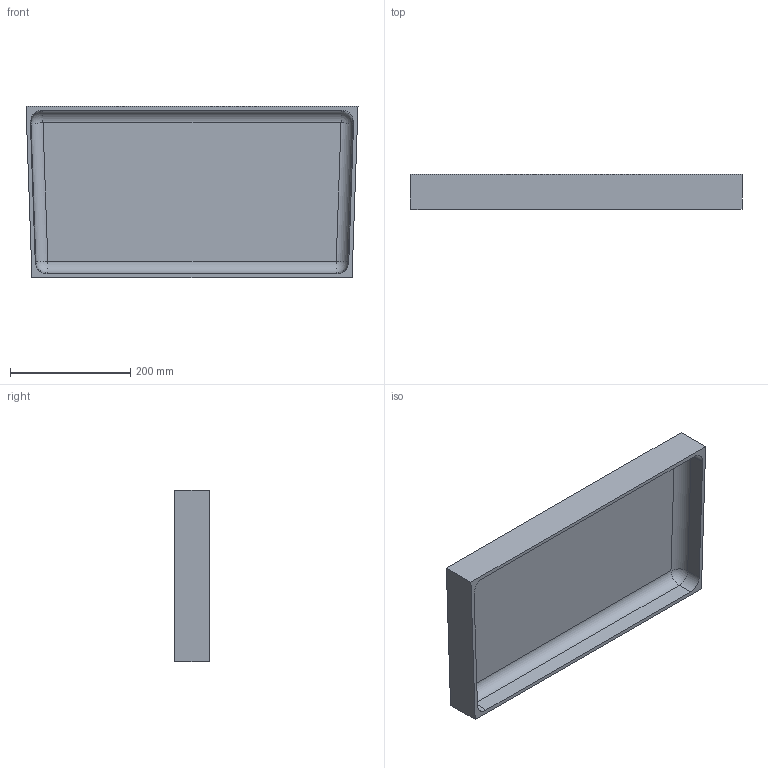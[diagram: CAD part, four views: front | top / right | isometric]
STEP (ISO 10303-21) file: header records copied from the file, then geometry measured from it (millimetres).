
FILE_DESCRIPTION (( 'STEP AP203' ), '1' );
FILE_NAME ('0450 Case, Top, OEM.STEP', '2009-01-30T16:14:34', ( ' ' ), ( ' ' ), 'SwSTEP 2.0', 'SolidWorks 2007', '' );
FILE_SCHEMA (( 'CONFIG_CONTROL_DESIGN' ));
Length unit declared in the file: inch
Products named in the file (1): 0450 Case, Top, OEM
Bounding box: 553.03 x 57.91 x 284.88 mm (x, y, z)
Volume: 2591766 mm3; surface area: 461467.8 mm2
Topology: 1 solids, 1 shells, 27 faces, 64 edges, 36 vertices
Faces by surface type: cylinder 12, plane 11, sphere 4
Entity records: 813 total; most frequent: CARTESIAN_POINT 154, DIRECTION 122, ORIENTED_EDGE 120, EDGE_CURVE 60, AXIS2_PLACEMENT_3D 44, VERTEX_POINT 36, LINE 34, VECTOR 34
